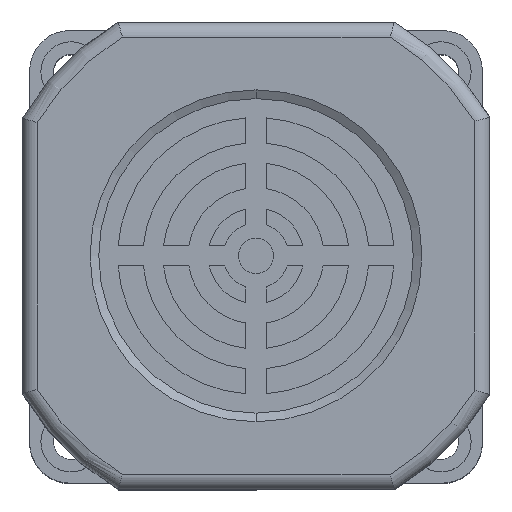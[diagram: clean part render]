
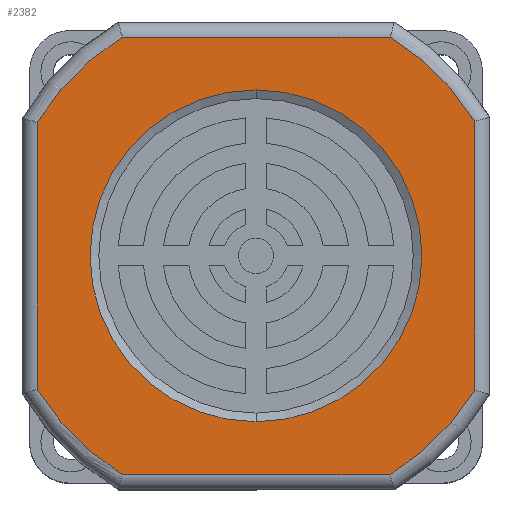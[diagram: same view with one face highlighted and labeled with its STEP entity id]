
A CAD part, top view. The second image highlights one B-rep face of the part: STEP entity #2382.
In plain terms, the highlighted face is planar.
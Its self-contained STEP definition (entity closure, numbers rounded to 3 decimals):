
#20 = CIRCLE ( 'NONE', #492, 51. ) ;
#262 = CIRCLE ( 'NONE', #11230, 33. ) ;
#492 = AXIS2_PLACEMENT_3D ( 'NONE', #4894, #4891, #4877 ) ;
#564 = LINE ( 'NONE', #3993, #3917 ) ;
#766 = CARTESIAN_POINT ( 'NONE',  ( 0., 0., 33. ) ) ;
#1014 = VECTOR ( 'NONE', #4561, 1000. ) ;
#1200 = VECTOR ( 'NONE', #3201, 1000. ) ;
#1341 = CARTESIAN_POINT ( 'NONE',  ( 0., 0., -33. ) ) ;
#1388 = CARTESIAN_POINT ( 'NONE',  ( 0.05, 0., -43.5 ) ) ;
#1859 = EDGE_CURVE ( 'NONE', #3763, #7549, #11025, .T. ) ;
#2337 = VERTEX_POINT ( 'NONE', #11824 ) ;
#2382 = ADVANCED_FACE ( 'NONE', ( #2963, #6281 ), #6184, .F. ) ;
#2536 = EDGE_CURVE ( 'NONE', #14017, #13891, #13555, .T. ) ;
#2623 = EDGE_CURVE ( 'NONE', #12314, #14017, #9765, .T. ) ;
#2727 = VERTEX_POINT ( 'NONE', #766 ) ;
#2748 = DIRECTION ( 'NONE',  ( 0., 0., 1. ) ) ;
#2963 = FACE_OUTER_BOUND ( 'NONE', #8135, .T. ) ;
#2990 = ORIENTED_EDGE ( 'NONE', *, *, #2623, .T. ) ;
#3201 = DIRECTION ( 'NONE',  ( -1., 0., 0. ) ) ;
#3233 = CARTESIAN_POINT ( 'NONE',  ( 0.05, 0., 43.5 ) ) ;
#3294 = DIRECTION ( 'NONE',  ( 0., 0., 1. ) ) ;
#3336 = DIRECTION ( 'NONE',  ( 0., -1., 0. ) ) ;
#3350 = CARTESIAN_POINT ( 'NONE',  ( 0.05, 0., 0. ) ) ;
#3763 = VERTEX_POINT ( 'NONE', #12672 ) ;
#3917 = VECTOR ( 'NONE', #4022, 1000. ) ;
#3966 = DIRECTION ( 'NONE',  ( 0., -1., 0. ) ) ;
#3993 = CARTESIAN_POINT ( 'NONE',  ( -43.5, 0., 0. ) ) ;
#4014 = CARTESIAN_POINT ( 'NONE',  ( 0.05, 0., 0. ) ) ;
#4022 = DIRECTION ( 'NONE',  ( 0., 0., -1. ) ) ;
#4051 = CIRCLE ( 'NONE', #14262, 51. ) ;
#4087 = LINE ( 'NONE', #6749, #7818 ) ;
#4286 = DIRECTION ( 'NONE',  ( 0., 0., 1. ) ) ;
#4390 = DIRECTION ( 'NONE',  ( 0., 1., 0. ) ) ;
#4538 = AXIS2_PLACEMENT_3D ( 'NONE', #12863, #12845, #12787 ) ;
#4561 = DIRECTION ( 'NONE',  ( 1., 0., 0. ) ) ;
#4832 = CARTESIAN_POINT ( 'NONE',  ( -43.5, 0., 26.54 ) ) ;
#4877 = DIRECTION ( 'NONE',  ( 0., 0., 1. ) ) ;
#4891 = DIRECTION ( 'NONE',  ( 0., -1., 0. ) ) ;
#4894 = CARTESIAN_POINT ( 'NONE',  ( 0.05, 0., 0. ) ) ;
#4971 = CARTESIAN_POINT ( 'NONE',  ( 0.05, 0., 0. ) ) ;
#5048 = EDGE_CURVE ( 'NONE', #7549, #10920, #4051, .T. ) ;
#5246 = EDGE_CURVE ( 'NONE', #10920, #12314, #564, .T. ) ;
#6184 = PLANE ( 'NONE',  #12358 ) ;
#6281 = FACE_BOUND ( 'NONE', #8701, .T. ) ;
#6736 = CARTESIAN_POINT ( 'NONE',  ( -43.5, 0., -26.54 ) ) ;
#6749 = CARTESIAN_POINT ( 'NONE',  ( 43.5, 0., 0. ) ) ;
#6777 = DIRECTION ( 'NONE',  ( 0., 0., 1. ) ) ;
#7267 = AXIS2_PLACEMENT_3D ( 'NONE', #4014, #3966, #2748 ) ;
#7441 = VERTEX_POINT ( 'NONE', #12784 ) ;
#7549 = VERTEX_POINT ( 'NONE', #11831 ) ;
#7816 = CIRCLE ( 'NONE', #4538, 33. ) ;
#7818 = VECTOR ( 'NONE', #6777, 1000. ) ;
#7976 = ORIENTED_EDGE ( 'NONE', *, *, #2536, .T. ) ;
#8135 = EDGE_LOOP ( 'NONE', ( #13628, #2990, #7976, #8762, #8285, #12511, #10751, #11491 ) ) ;
#8225 = DIRECTION ( 'NONE',  ( 0., 0., 1. ) ) ;
#8254 = DIRECTION ( 'NONE',  ( 0., -1., 0. ) ) ;
#8285 = ORIENTED_EDGE ( 'NONE', *, *, #14365, .T. ) ;
#8701 = EDGE_LOOP ( 'NONE', ( #12019, #13484 ) ) ;
#8762 = ORIENTED_EDGE ( 'NONE', *, *, #10884, .T. ) ;
#8959 = EDGE_CURVE ( 'NONE', #2727, #13306, #262, .T. ) ;
#9460 = CARTESIAN_POINT ( 'NONE',  ( 0.05, 0., 0. ) ) ;
#9533 = AXIS2_PLACEMENT_3D ( 'NONE', #3350, #3336, #3294 ) ;
#9665 = CARTESIAN_POINT ( 'NONE',  ( -26.572, 0., -43.5 ) ) ;
#9765 = CIRCLE ( 'NONE', #7267, 51. ) ;
#10408 = CIRCLE ( 'NONE', #9533, 51. ) ;
#10751 = ORIENTED_EDGE ( 'NONE', *, *, #1859, .T. ) ;
#10856 = CARTESIAN_POINT ( 'NONE',  ( 26.673, 0., -43.5 ) ) ;
#10884 = EDGE_CURVE ( 'NONE', #13891, #7441, #20, .T. ) ;
#10920 = VERTEX_POINT ( 'NONE', #4832 ) ;
#11025 = LINE ( 'NONE', #3233, #1200 ) ;
#11230 = AXIS2_PLACEMENT_3D ( 'NONE', #14224, #14201, #14097 ) ;
#11491 = ORIENTED_EDGE ( 'NONE', *, *, #5048, .T. ) ;
#11824 = CARTESIAN_POINT ( 'NONE',  ( 43.5, 0., 26.705 ) ) ;
#11831 = CARTESIAN_POINT ( 'NONE',  ( -26.572, 0., 43.5 ) ) ;
#11960 = EDGE_CURVE ( 'NONE', #13306, #2727, #7816, .T. ) ;
#12019 = ORIENTED_EDGE ( 'NONE', *, *, #11960, .F. ) ;
#12314 = VERTEX_POINT ( 'NONE', #6736 ) ;
#12358 = AXIS2_PLACEMENT_3D ( 'NONE', #4971, #4390, #4286 ) ;
#12511 = ORIENTED_EDGE ( 'NONE', *, *, #15460, .T. ) ;
#12672 = CARTESIAN_POINT ( 'NONE',  ( 26.673, 0., 43.5 ) ) ;
#12784 = CARTESIAN_POINT ( 'NONE',  ( 43.5, 0., -26.705 ) ) ;
#12787 = DIRECTION ( 'NONE',  ( 0., 0., -1. ) ) ;
#12845 = DIRECTION ( 'NONE',  ( 0., -1., 0. ) ) ;
#12863 = CARTESIAN_POINT ( 'NONE',  ( 0., 0., 0. ) ) ;
#13306 = VERTEX_POINT ( 'NONE', #1341 ) ;
#13484 = ORIENTED_EDGE ( 'NONE', *, *, #8959, .F. ) ;
#13555 = LINE ( 'NONE', #1388, #1014 ) ;
#13628 = ORIENTED_EDGE ( 'NONE', *, *, #5246, .T. ) ;
#13891 = VERTEX_POINT ( 'NONE', #10856 ) ;
#14017 = VERTEX_POINT ( 'NONE', #9665 ) ;
#14097 = DIRECTION ( 'NONE',  ( 0., 0., -1. ) ) ;
#14201 = DIRECTION ( 'NONE',  ( 0., -1., 0. ) ) ;
#14224 = CARTESIAN_POINT ( 'NONE',  ( 0., 0., 0. ) ) ;
#14262 = AXIS2_PLACEMENT_3D ( 'NONE', #9460, #8254, #8225 ) ;
#14365 = EDGE_CURVE ( 'NONE', #7441, #2337, #4087, .T. ) ;
#15460 = EDGE_CURVE ( 'NONE', #2337, #3763, #10408, .T. ) ;
